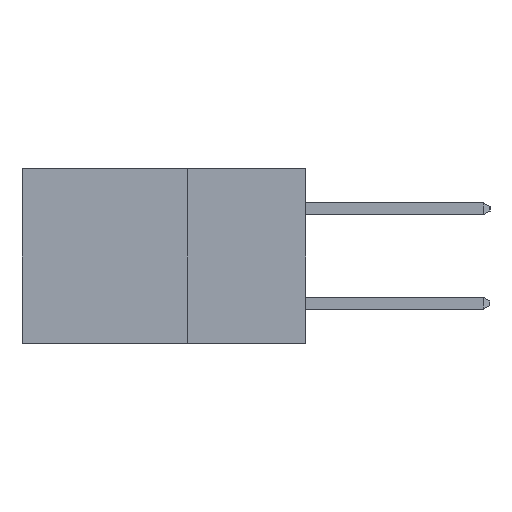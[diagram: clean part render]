
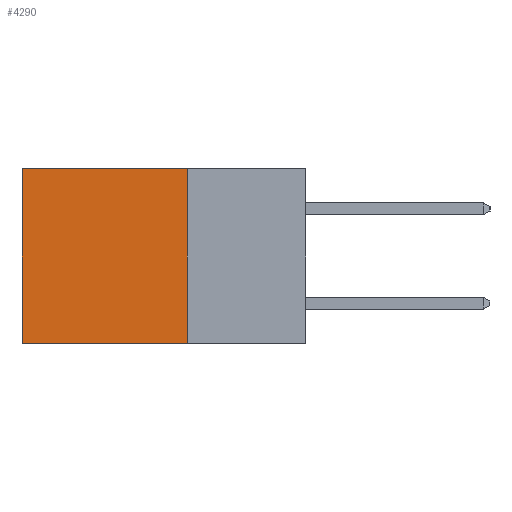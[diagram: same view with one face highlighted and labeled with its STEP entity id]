
A CAD part, left-side view. The second image highlights one B-rep face of the part: STEP entity #4290.
In plain terms, the highlighted planar face has unit normal (-1, 0, 0).
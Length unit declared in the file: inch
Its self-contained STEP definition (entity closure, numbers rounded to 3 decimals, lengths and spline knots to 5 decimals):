
#442 = CARTESIAN_POINT ( 'NONE',  ( 0.2615, 0.25, -0.37 ) ) ;
#1023 = VERTEX_POINT ( 'NONE', #14634 ) ;
#1647 = CARTESIAN_POINT ( 'NONE',  ( 0.2615, 0.25, -0.37 ) ) ;
#2722 = EDGE_CURVE ( 'NONE', #1023, #22772, #23485, .T. ) ;
#3216 = LINE ( 'NONE', #20446, #23082 ) ;
#3227 = ORIENTED_EDGE ( 'NONE', *, *, #4452, .T. ) ;
#4290 = ADVANCED_FACE ( 'NONE', ( #9920 ), #10170, .F. ) ;
#4452 = EDGE_CURVE ( 'NONE', #22772, #7463, #18525, .T. ) ;
#7248 = ORIENTED_EDGE ( 'NONE', *, *, #19098, .F. ) ;
#7463 = VERTEX_POINT ( 'NONE', #22898 ) ;
#8377 = DIRECTION ( 'NONE',  ( 0., 1., 0. ) ) ;
#8482 = ORIENTED_EDGE ( 'NONE', *, *, #16339, .F. ) ;
#9920 = FACE_OUTER_BOUND ( 'NONE', #13868, .T. ) ;
#10170 = PLANE ( 'NONE',  #16036 ) ;
#10421 = CARTESIAN_POINT ( 'NONE',  ( 0.2615, 0.6, -0.37 ) ) ;
#10490 = DIRECTION ( 'NONE',  ( 0., 1., 0. ) ) ;
#10617 = VERTEX_POINT ( 'NONE', #1647 ) ;
#11183 = VECTOR ( 'NONE', #8377, 39.37008 ) ;
#12004 = LINE ( 'NONE', #17760, #11183 ) ;
#13868 = EDGE_LOOP ( 'NONE', ( #3227, #7248, #8482, #23018 ) ) ;
#14634 = CARTESIAN_POINT ( 'NONE',  ( 0.2615, 0.25, 0. ) ) ;
#15881 = VECTOR ( 'NONE', #10490, 39.37008 ) ;
#16036 = AXIS2_PLACEMENT_3D ( 'NONE', #442, #17800, #21650 ) ;
#16127 = CARTESIAN_POINT ( 'NONE',  ( 0.2615, 0.25, 0. ) ) ;
#16339 = EDGE_CURVE ( 'NONE', #1023, #10617, #3216, .T. ) ;
#17660 = CARTESIAN_POINT ( 'NONE',  ( 0.2615, 0.6, 0. ) ) ;
#17760 = CARTESIAN_POINT ( 'NONE',  ( 0.2615, 0.25, -0.37 ) ) ;
#17800 = DIRECTION ( 'NONE',  ( 1., 0., 0. ) ) ;
#17939 = VECTOR ( 'NONE', #23782, 39.37008 ) ;
#18525 = LINE ( 'NONE', #10421, #17939 ) ;
#19098 = EDGE_CURVE ( 'NONE', #10617, #7463, #12004, .T. ) ;
#20446 = CARTESIAN_POINT ( 'NONE',  ( 0.2615, 0.25, -0.37 ) ) ;
#21650 = DIRECTION ( 'NONE',  ( 0., 0., -1. ) ) ;
#22772 = VERTEX_POINT ( 'NONE', #17660 ) ;
#22898 = CARTESIAN_POINT ( 'NONE',  ( 0.2615, 0.6, -0.37 ) ) ;
#23018 = ORIENTED_EDGE ( 'NONE', *, *, #2722, .T. ) ;
#23082 = VECTOR ( 'NONE', #23845, 39.37008 ) ;
#23485 = LINE ( 'NONE', #16127, #15881 ) ;
#23782 = DIRECTION ( 'NONE',  ( 0., 0., -1. ) ) ;
#23845 = DIRECTION ( 'NONE',  ( 0., 0., -1. ) ) ;
